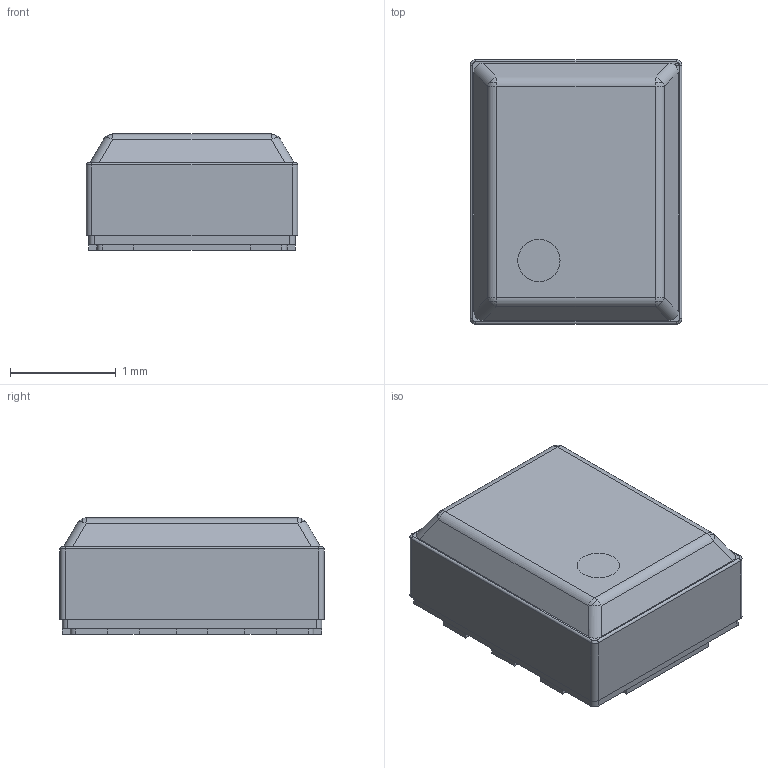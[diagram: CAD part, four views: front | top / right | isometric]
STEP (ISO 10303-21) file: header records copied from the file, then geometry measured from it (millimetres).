
FILE_DESCRIPTION (( 'STEP AP214' ), '1' );
FILE_NAME ('DPS368XTSA1.STEP', '2023-09-04T04:12:36', ( '' ), ( '' ), 'SwSTEP 2.0', 'SolidWorks 2022', '' );
FILE_SCHEMA (( 'AUTOMOTIVE_DESIGN' ));
Length unit declared in the file: millimetre
Products named in the file (18): 2_8; Notch; Infineon Logo Adjustable_5; 2_6; 5; 2_7; Infineon Logo Adjustable; 2; 2_9; 1; 4; DPS368XTSA1; 3; 2_2; 2_3; 2_5; 2_4
Assembly tree (17 placements, depth 3):
  DPS368XTSA1
    1
    2
      2_3
      2_8
      2_6
      2
      2_7
      2_9
      2_4
      2_2
      2_5
    3
    4
    5
    Notch
    Infineon Logo Adjustable
      Infineon Logo Adjustable_5
Bounding box: 2 x 2.5 x 1.1 mm (x, y, z)
Volume: 5.2 mm3; surface area: 45.8 mm2
Topology: 14 solids, 15 shells, 153 faces, 360 edges, 228 vertices
Faces by surface type: plane 109, cylinder 32, bspline 12
Entity records: 6828 total; most frequent: CARTESIAN_POINT 960, DIRECTION 748, ORIENTED_EDGE 700, EDGE_CURVE 352, VECTOR 268, LINE 268, AXIS2_PLACEMENT_3D 240, VERTEX_POINT 228
